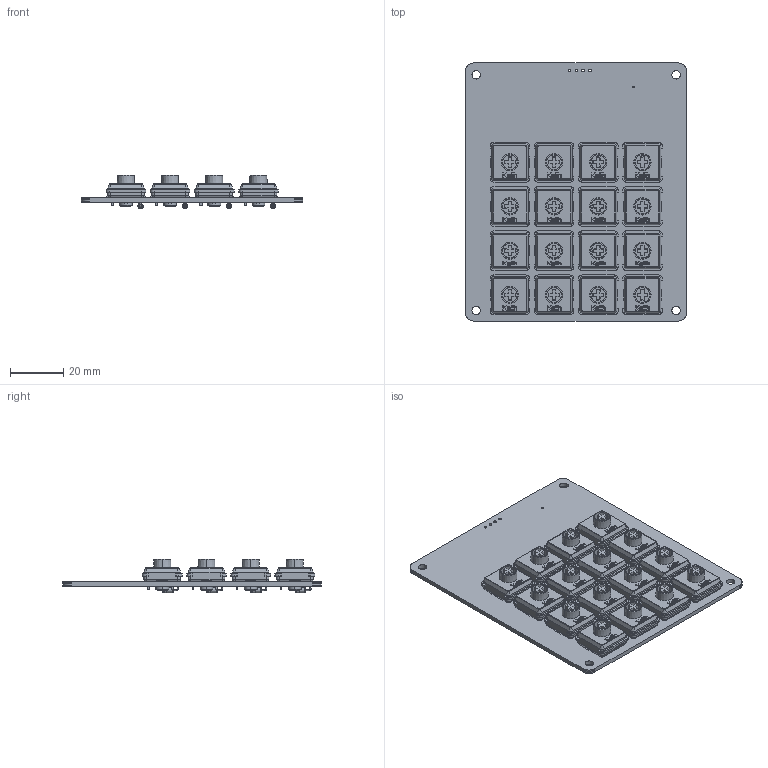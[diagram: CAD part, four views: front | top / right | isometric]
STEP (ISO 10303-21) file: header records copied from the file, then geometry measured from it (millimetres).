
FILE_DESCRIPTION(('KiCad electronic assembly'),'2;1');
FILE_NAME('macropad.step','2024-09-22T12:51:46',('Pcbnew'),('Kicad'), 'Open CASCADE STEP processor 7.7','KiCad to STEP converter','Unknown' );
FILE_SCHEMA(('AUTOMOTIVE_DESIGN { 1 0 10303 214 1 1 1 1 }'));
Length unit declared in the file: millimetre
Products named in the file (6): macropad 1; Kailh_PG1353; Kailh_PG1352; D_DO-35_SOD27_P7.62mm_Horizontal; macropad PCB
Assembly tree (35 placements, depth 3):
  macropad 1
    Kailh_PG1353  x16
      Kailh_PG1352
    D_DO-35_SOD27_P7.62mm_Horizontal  x16
      D_DO-35_SOD27_P7.62mm_Horizontal
    macropad PCB
Bounding box: 83.48 x 97.33 x 12.71 mm (x, y, z)
Volume: 29192.4 mm3; surface area: 33940.5 mm2
Topology: 81 solids, 81 shells, 3383 faces, 8415 edges, 5418 vertices
Faces by surface type: plane 2142, cylinder 617, cone 288, bspline 272, torus 64
Full cylindrical faces by diameter (mm): 0.5 x48, 0.6 x1, 0.8 x32, 1 x52, 2 x32, 2.02 x16, 3.2 x4, 5 x16
Entity records: 27444 total; most frequent: CARTESIAN_POINT 7025, DIRECTION 3706, LINE 2288, VECTOR 2288, ORIENTED_EDGE 1980, PCURVE 1980, DEFINITIONAL_REPRESENTATION 1980, EDGE_CURVE 990
